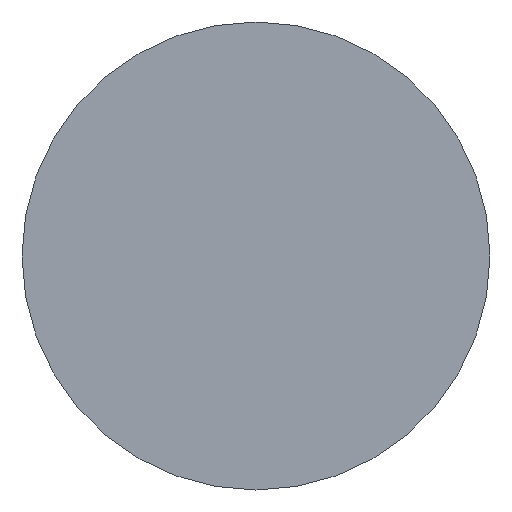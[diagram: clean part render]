
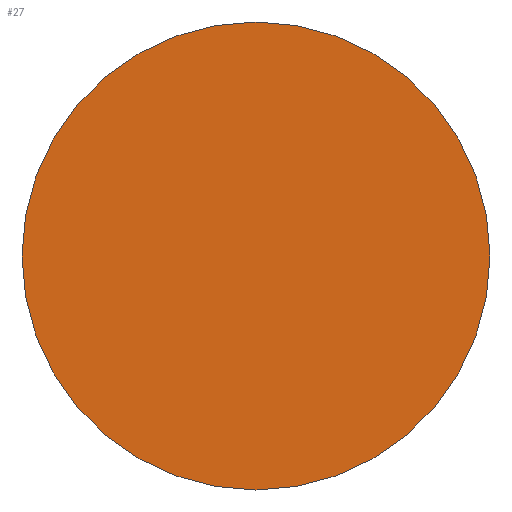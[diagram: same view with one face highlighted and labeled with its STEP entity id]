
A CAD part, front view. The second image highlights one B-rep face of the part: STEP entity #27.
In plain terms, the highlighted planar face has unit normal (0, -1, 0).
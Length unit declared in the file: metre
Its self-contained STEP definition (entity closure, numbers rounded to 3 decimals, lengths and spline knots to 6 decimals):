
#27 = ADVANCED_FACE( 'Face2', ( #50 ), #51, .T. );
#50 = FACE_OUTER_BOUND( '', #67, .T. );
#51 = PLANE( '', #68 );
#67 = EDGE_LOOP( '', ( #78 ) );
#68 = AXIS2_PLACEMENT_3D( '', #79, #80, #81 );
#78 = ORIENTED_EDGE( '', *, *, #94, .T. );
#79 = CARTESIAN_POINT( '', ( 0.6732, -0.2772, 0.09504 ) );
#80 = DIRECTION( '', ( 0., -1., 0. ) );
#81 = DIRECTION( '', ( 1., 0., 0. ) );
#94 = EDGE_CURVE( '', #99, #99, #100, .T. );
#99 = VERTEX_POINT( '', #106 );
#100 = CIRCLE( '', #107, 0.0396 );
#106 = CARTESIAN_POINT( '', ( 0.7128, -0.2772, 0.09504 ) );
#107 = AXIS2_PLACEMENT_3D( '', #112, #113, #114 );
#112 = CARTESIAN_POINT( '', ( 0.6732, -0.2772, 0.09504 ) );
#113 = DIRECTION( '', ( 0., -1., 0. ) );
#114 = DIRECTION( '', ( 1., 0., 0. ) );
